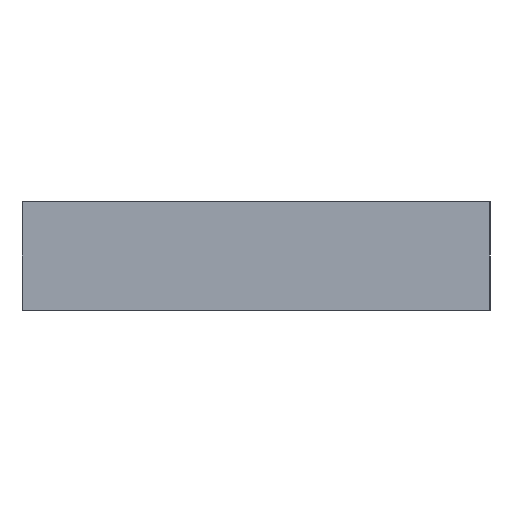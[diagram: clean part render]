
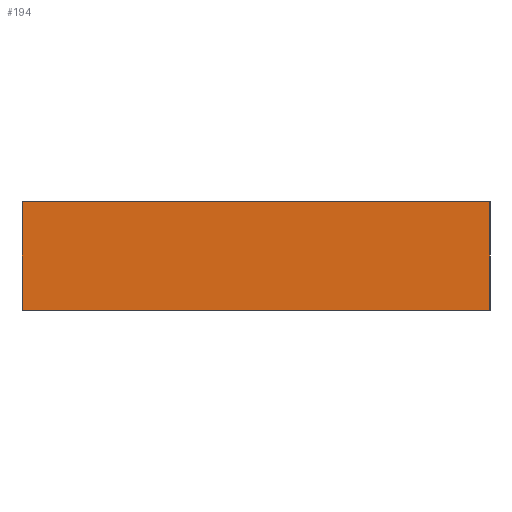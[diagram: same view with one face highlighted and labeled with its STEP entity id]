
A CAD part, left-side view. The second image highlights one B-rep face of the part: STEP entity #194.
In plain terms, the highlighted planar face has unit normal (-1, 0, 0).
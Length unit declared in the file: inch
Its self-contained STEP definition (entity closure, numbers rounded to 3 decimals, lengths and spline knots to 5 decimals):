
#24=FACE_OUTER_BOUND('',#35,.T.);
#35=EDGE_LOOP('',(#159,#160,#161,#162));
#52=LINE('',#301,#76);
#60=LINE('',#316,#84);
#61=LINE('',#318,#85);
#62=LINE('',#319,#86);
#76=VECTOR('',#249,0.3937);
#84=VECTOR('',#261,0.3937);
#85=VECTOR('',#264,0.3937);
#86=VECTOR('',#265,0.3937);
#96=VERTEX_POINT('',#298);
#97=VERTEX_POINT('',#300);
#101=VERTEX_POINT('',#312);
#102=VERTEX_POINT('',#314);
#116=EDGE_CURVE('',#96,#97,#52,.T.);
#124=EDGE_CURVE('',#101,#102,#60,.T.);
#125=EDGE_CURVE('',#96,#101,#61,.T.);
#126=EDGE_CURVE('',#97,#102,#62,.T.);
#159=ORIENTED_EDGE('',*,*,#125,.T.);
#160=ORIENTED_EDGE('',*,*,#124,.T.);
#161=ORIENTED_EDGE('',*,*,#126,.F.);
#162=ORIENTED_EDGE('',*,*,#116,.F.);
#183=PLANE('',#219);
#194=ADVANCED_FACE('',(#24),#183,.T.);
#219=AXIS2_PLACEMENT_3D('',#317,#262,#263);
#249=DIRECTION('',(0.,0.,1.));
#261=DIRECTION('',(0.,0.,1.));
#262=DIRECTION('center_axis',(-1.,0.,0.));
#263=DIRECTION('ref_axis',(0.,-1.,0.));
#264=DIRECTION('',(0.,-1.,0.));
#265=DIRECTION('',(0.,-1.,0.));
#298=CARTESIAN_POINT('',(0.,15.625,0.));
#300=CARTESIAN_POINT('',(0.,15.625,3.625));
#301=CARTESIAN_POINT('',(0.,15.625,0.));
#312=CARTESIAN_POINT('',(0.,0.,0.));
#314=CARTESIAN_POINT('',(0.,0.,3.625));
#316=CARTESIAN_POINT('',(0.,0.,0.));
#317=CARTESIAN_POINT('Origin',(0.,15.625,0.));
#318=CARTESIAN_POINT('',(0.,15.625,0.));
#319=CARTESIAN_POINT('',(0.,15.625,3.625));
